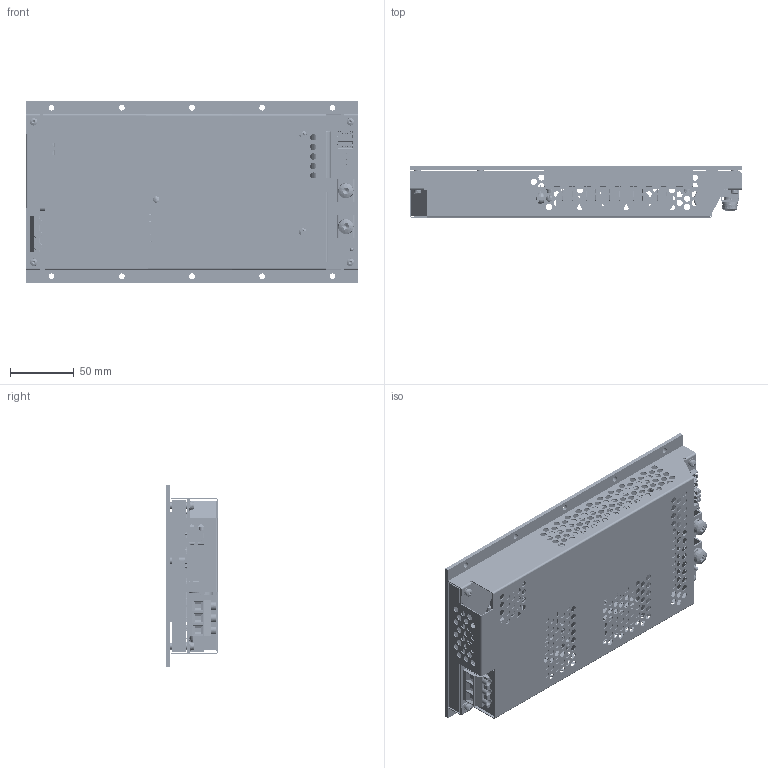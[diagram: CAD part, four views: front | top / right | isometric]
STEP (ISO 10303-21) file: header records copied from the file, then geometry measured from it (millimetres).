
FILE_DESCRIPTION (( 'STEP AP214' ), '1' );
FILE_NAME ('OFI1200AXX-N.STEP', '2022-01-14T09:40:51', ( '' ), ( '' ), 'SwSTEP 2.0', 'SolidWorks 2022', '' );
FILE_SCHEMA (( 'AUTOMOTIVE_DESIGN' ));
Length unit declared in the file: millimetre
Products named in the file (1): OFI1200AXX-N
Bounding box: 260 x 40.17 x 142 mm (x, y, z)
Volume: 538802 mm3; surface area: 411999.8 mm2
Topology: 103 solids, 104 shells, 4481 faces, 10917 edges, 6863 vertices
Faces by surface type: plane 2192, cylinder 1622, torus 340, cone 296, sphere 23, bspline 8
Full cylindrical faces by diameter (mm): 0.35 x20, 0.45 x17, 0.457 x1, 0.5 x11, 0.55 x12, 0.6 x44, 0.65 x3, 0.75 x20, 0.8 x56, 0.9 x8, 1 x54, 1.2 x3, 1.25 x9, 1.3 x3, 1.5 x276, 1.65 x5, 1.75 x4, 2 x9, 2.454 x54, 2.5 x7, 2.997 x1, 3 x48, 3.3 x4, 3.5 x4, 3.8 x6, 3.9 x2, 4.5 x10, 5 x406, 5.2 x3, 5.4 x10
Entity records: 176115 total; most frequent: CARTESIAN_POINT 24095, DIRECTION 20866, ORIENTED_EDGE 18336, EDGE_CURVE 9168, AXIS2_PLACEMENT_3D 7753, EDGE_LOOP 7518, VERTEX_POINT 6724, FACE_OUTER_BOUND 5937
